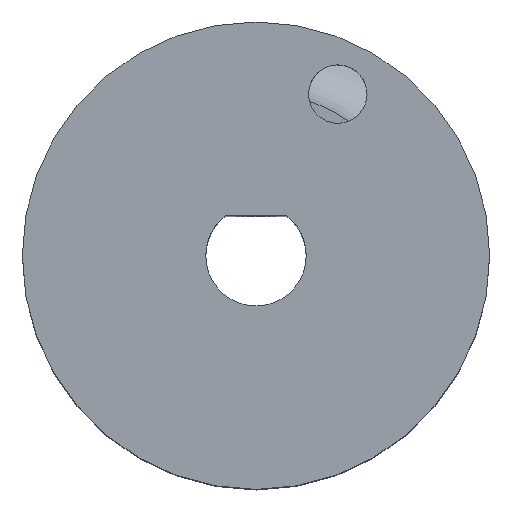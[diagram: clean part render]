
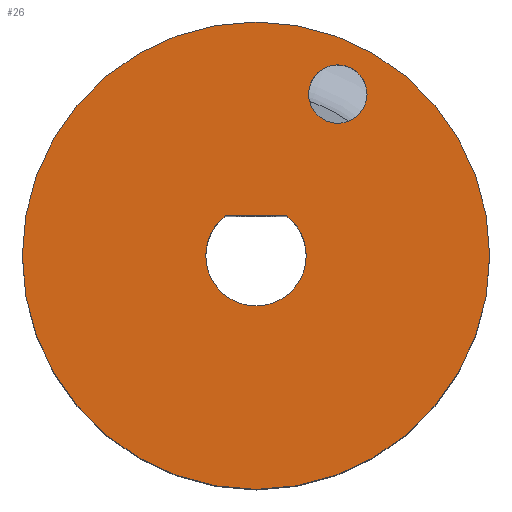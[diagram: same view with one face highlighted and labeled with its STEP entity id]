
A CAD part, top view. The second image highlights one B-rep face of the part: STEP entity #26.
In plain terms, the highlighted planar face has unit normal (0, 0, 1).
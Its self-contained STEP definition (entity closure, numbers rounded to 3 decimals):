
#26 = ADVANCED_FACE ( 'NONE', ( #532, #591, #737 ), #448, .T. ) ;
#27 = EDGE_LOOP ( 'NONE', ( #799, #522 ) ) ;
#29 = CARTESIAN_POINT ( 'NONE',  ( 0., 0., 15. ) ) ;
#34 = EDGE_LOOP ( 'NONE', ( #451, #624, #669, #189 ) ) ;
#44 = AXIS2_PLACEMENT_3D ( 'NONE', #443, #216, #354 ) ;
#84 = AXIS2_PLACEMENT_3D ( 'NONE', #127, #611, #540 ) ;
#87 = CARTESIAN_POINT ( 'NONE',  ( 0., 0., 15. ) ) ;
#99 = AXIS2_PLACEMENT_3D ( 'NONE', #133, #623, #194 ) ;
#102 = VERTEX_POINT ( 'NONE', #299 ) ;
#106 = CARTESIAN_POINT ( 'NONE',  ( -4.3, 0., 15. ) ) ;
#119 = EDGE_CURVE ( 'NONE', #352, #468, #642, .T. ) ;
#127 = CARTESIAN_POINT ( 'NONE',  ( 0., 0., 15. ) ) ;
#130 = CIRCLE ( 'NONE', #44, 4.3 ) ;
#131 = EDGE_CURVE ( 'NONE', #755, #592, #358, .T. ) ;
#133 = CARTESIAN_POINT ( 'NONE',  ( 7., 13.829, 15. ) ) ;
#136 = CARTESIAN_POINT ( 'NONE',  ( 4.3, 0., 15. ) ) ;
#157 = DIRECTION ( 'NONE',  ( 1., 0., 0. ) ) ;
#189 = ORIENTED_EDGE ( 'NONE', *, *, #324, .F. ) ;
#190 = DIRECTION ( 'NONE',  ( 1., 0., 0. ) ) ;
#194 = DIRECTION ( 'NONE',  ( 1., 0., 0. ) ) ;
#201 = EDGE_CURVE ( 'NONE', #254, #102, #433, .T. ) ;
#210 = EDGE_CURVE ( 'NONE', #662, #755, #694, .T. ) ;
#216 = DIRECTION ( 'NONE',  ( 0., 0., 1. ) ) ;
#226 = CARTESIAN_POINT ( 'NONE',  ( 0., -20., 15. ) ) ;
#229 = CARTESIAN_POINT ( 'NONE',  ( 0., 20., 15. ) ) ;
#230 = ORIENTED_EDGE ( 'NONE', *, *, #604, .F. ) ;
#236 = AXIS2_PLACEMENT_3D ( 'NONE', #29, #301, #157 ) ;
#254 = VERTEX_POINT ( 'NONE', #758 ) ;
#263 = CARTESIAN_POINT ( 'NONE',  ( 0., 20., 15. ) ) ;
#283 = EDGE_CURVE ( 'NONE', #857, #662, #748, .T. ) ;
#299 = CARTESIAN_POINT ( 'NONE',  ( 4.5, 13.829, 15. ) ) ;
#301 = DIRECTION ( 'NONE',  ( 0., 0., 1. ) ) ;
#321 = CARTESIAN_POINT ( 'NONE',  ( 0., 0., 15. ) ) ;
#324 = EDGE_CURVE ( 'NONE', #592, #857, #130, .T. ) ;
#352 = VERTEX_POINT ( 'NONE', #226 ) ;
#354 = DIRECTION ( 'NONE',  ( 1., 0., 0. ) ) ;
#358 = CIRCLE ( 'NONE', #84, 4.3 ) ;
#372 = DIRECTION ( 'NONE',  ( 0., 0., 1. ) ) ;
#375 = DIRECTION ( 'NONE',  ( 0., 1., 0. ) ) ;
#411 = CARTESIAN_POINT ( 'NONE',  ( -2.632, 3.4, 15. ) ) ;
#433 = CIRCLE ( 'NONE', #99, 2.5 ) ;
#443 = CARTESIAN_POINT ( 'NONE',  ( 0., 0., 15. ) ) ;
#448 = PLANE ( 'NONE',  #697 ) ;
#451 = ORIENTED_EDGE ( 'NONE', *, *, #131, .F. ) ;
#462 = CARTESIAN_POINT ( 'NONE',  ( 7., 13.829, 15. ) ) ;
#463 = DIRECTION ( 'NONE',  ( 0., 0., -1. ) ) ;
#468 = VERTEX_POINT ( 'NONE', #263 ) ;
#522 = ORIENTED_EDGE ( 'NONE', *, *, #787, .F. ) ;
#532 = FACE_BOUND ( 'NONE', #27, .T. ) ;
#540 = DIRECTION ( 'NONE',  ( 1., 0., 0. ) ) ;
#582 = CIRCLE ( 'NONE', #788, 2.5 ) ;
#591 = FACE_BOUND ( 'NONE', #34, .T. ) ;
#592 = VERTEX_POINT ( 'NONE', #106 ) ;
#604 = EDGE_CURVE ( 'NONE', #468, #352, #684, .T. ) ;
#611 = DIRECTION ( 'NONE',  ( 0., 0., 1. ) ) ;
#614 = VECTOR ( 'NONE', #689, 1000. ) ;
#615 = DIRECTION ( 'NONE',  ( 0., 0., 1. ) ) ;
#616 = DIRECTION ( 'NONE',  ( 0., 1., 0. ) ) ;
#623 = DIRECTION ( 'NONE',  ( 0., 0., 1. ) ) ;
#624 = ORIENTED_EDGE ( 'NONE', *, *, #210, .F. ) ;
#641 = AXIS2_PLACEMENT_3D ( 'NONE', #87, #865, #375 ) ;
#642 = CIRCLE ( 'NONE', #772, 20. ) ;
#647 = CARTESIAN_POINT ( 'NONE',  ( 2.632, 3.4, 15. ) ) ;
#662 = VERTEX_POINT ( 'NONE', #647 ) ;
#669 = ORIENTED_EDGE ( 'NONE', *, *, #283, .F. ) ;
#673 = CARTESIAN_POINT ( 'NONE',  ( -2.632, 3.4, 15. ) ) ;
#684 = CIRCLE ( 'NONE', #641, 20. ) ;
#687 = ORIENTED_EDGE ( 'NONE', *, *, #119, .F. ) ;
#689 = DIRECTION ( 'NONE',  ( -1., 0., 0. ) ) ;
#694 = LINE ( 'NONE', #411, #614 ) ;
#697 = AXIS2_PLACEMENT_3D ( 'NONE', #229, #372, #616 ) ;
#737 = FACE_OUTER_BOUND ( 'NONE', #905, .T. ) ;
#748 = CIRCLE ( 'NONE', #236, 4.3 ) ;
#755 = VERTEX_POINT ( 'NONE', #673 ) ;
#758 = CARTESIAN_POINT ( 'NONE',  ( 9.5, 13.829, 15. ) ) ;
#772 = AXIS2_PLACEMENT_3D ( 'NONE', #321, #463, #879 ) ;
#787 = EDGE_CURVE ( 'NONE', #102, #254, #582, .T. ) ;
#788 = AXIS2_PLACEMENT_3D ( 'NONE', #462, #615, #190 ) ;
#799 = ORIENTED_EDGE ( 'NONE', *, *, #201, .F. ) ;
#857 = VERTEX_POINT ( 'NONE', #136 ) ;
#865 = DIRECTION ( 'NONE',  ( 0., 0., -1. ) ) ;
#879 = DIRECTION ( 'NONE',  ( 0., 1., 0. ) ) ;
#905 = EDGE_LOOP ( 'NONE', ( #230, #687 ) ) ;
